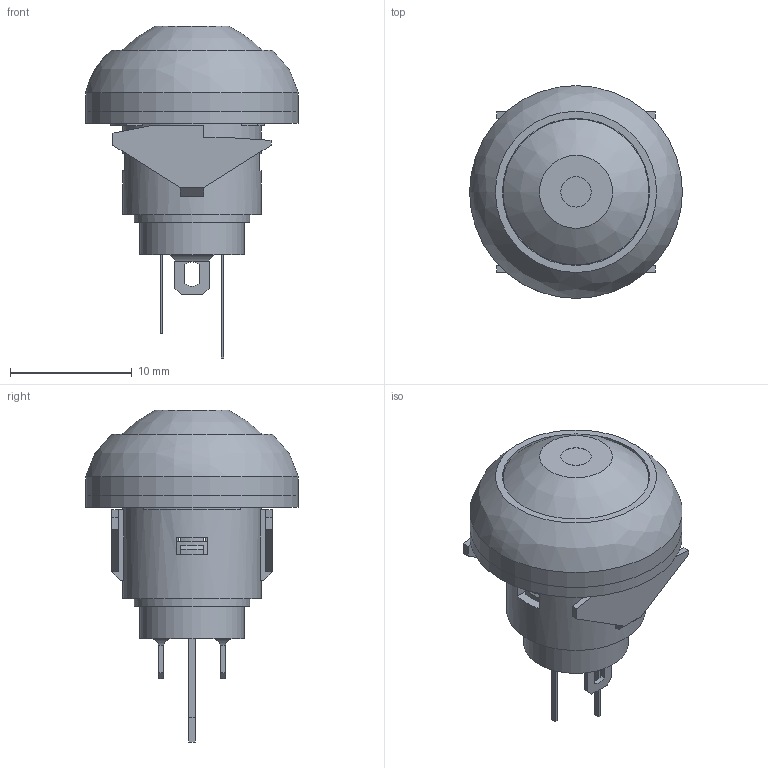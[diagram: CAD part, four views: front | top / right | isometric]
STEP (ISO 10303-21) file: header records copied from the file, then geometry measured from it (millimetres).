
FILE_DESCRIPTION((''),'2;1');
FILE_NAME('RP8100B1M1CEBLKBLKGRN.stp','2011-07-01T12:39:19',('blarson'),(''),'Autodesk Inventor 11','Autodesk Inventor 11','');
FILE_SCHEMA(('AUTOMOTIVE_DESIGN { 1 0 10303 214 1 1 1 1 }'));
Length unit declared in the file: millimetre
Products named in the file (9): T081026; RP8100 Snap-In Housing; RP8100 Plunger; RP8100 Rubber Dome; RP8100 Moving Contact; RP8100 Base w LED; RP8100 M1 Terminal LED Base; RP8100 LED Btn Blk; RP8100 Seal 
Assembly tree (8 placements, depth 2):
  T081026
    RP8100 Snap-In Housing
    RP8100 Plunger
    RP8100 Rubber Dome
    RP8100 Moving Contact
    RP8100 Base w LED
    RP8100 M1 Terminal LED Base
    RP8100 LED Btn Blk
    RP8100 Seal 
Bounding box: 17.5 x 17.5 x 27.31 mm (x, y, z)
Volume: 1828.4 mm3; surface area: 3539.5 mm2
Topology: 9 solids, 9 shells, 235 faces, 580 edges, 378 vertices
Faces by surface type: plane 157, cylinder 51, bspline 16, cone 11
Full cylindrical faces by diameter (mm): 2.2 x1, 2.5 x2, 2.6 x1, 4 x1, 4.95 x1, 5.1 x1, 5.6 x1, 7 x1, 7.2 x1, 7.55 x1, 8.6 x2, 9.5 x2, 9.55 x1, 10 x1, 11.1 x1, 11.4 x1, 11.6 x1, 12 x1, 12.1 x1, 13.6 x1, 17.5 x2
Entity records: 7122 total; most frequent: CARTESIAN_POINT 1369, DIRECTION 1158, ORIENTED_EDGE 1082, EDGE_CURVE 541, AXIS2_PLACEMENT_3D 397, VERTEX_POINT 371, VECTOR 364, LINE 364
